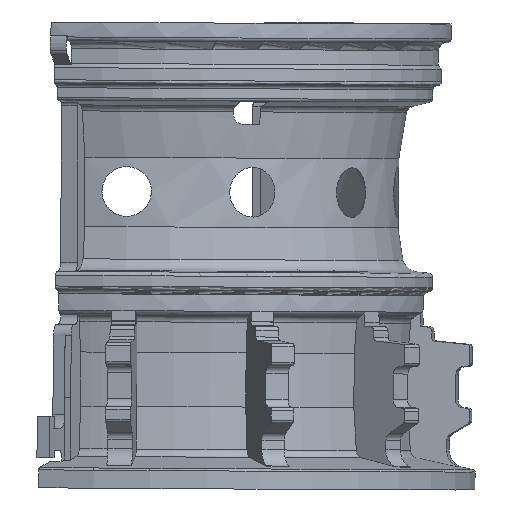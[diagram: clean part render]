
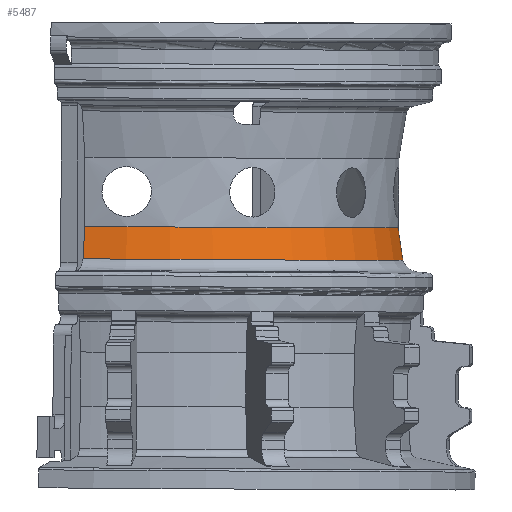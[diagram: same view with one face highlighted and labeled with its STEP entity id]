
A CAD part, left-side view. The second image highlights one B-rep face of the part: STEP entity #5487.
In plain terms, the highlighted conical face has half-angle 8.79 degrees and reference radius 717.024 mm.
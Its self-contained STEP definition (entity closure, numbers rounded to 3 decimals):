
#965 = CARTESIAN_POINT ( 'NONE',  ( 324.592, -3448.215, -793.082 ) ) ;
#1528 = DIRECTION ( 'NONE',  ( 0.002, 0.006, -1. ) ) ;
#2593 = B_SPLINE_CURVE_WITH_KNOTS ( 'NONE', 3,
 ( #8722, #10818, #7306, #3896 ),
 .UNSPECIFIED., .F., .F.,
 ( 4, 4 ),
 ( 0., 1. ),
 .UNSPECIFIED. ) ;
#2991 = AXIS2_PLACEMENT_3D ( 'NONE', #3683, #7320, #3987 ) ;
#3217 = AXIS2_PLACEMENT_3D ( 'NONE', #13683, #6525, #14767 ) ;
#3683 = CARTESIAN_POINT ( 'NONE',  ( -305.332, -3136.341, -884.288 ) ) ;
#3696 = VERTEX_POINT ( 'NONE', #6920 ) ;
#3896 = CARTESIAN_POINT ( 'NONE',  ( 337.568, -3453.835, -885.141 ) ) ;
#3987 = DIRECTION ( 'NONE',  ( 0., 1., 0.006 ) ) ;
#4105 = EDGE_CURVE ( 'NONE', #11008, #5340, #4937, .T. ) ;
#4297 = CARTESIAN_POINT ( 'NONE',  ( 337.568, -3453.835, -885.141 ) ) ;
#4937 = CIRCLE ( 'NONE', #3217, 702.791 ) ;
#5139 = CARTESIAN_POINT ( 'NONE',  ( -986.832, -2946.179, -822.9 ) ) ;
#5340 = VERTEX_POINT ( 'NONE', #965 ) ;
#5487 = ADVANCED_FACE ( 'NONE', ( #13245 ), #5706, .T. ) ;
#5706 = CONICAL_SURFACE ( 'NONE', #2991, 717.024, 0.153 ) ;
#6303 = CARTESIAN_POINT ( 'NONE',  ( -995.77, -2942.903, -884.26 ) ) ;
#6525 = DIRECTION ( 'NONE',  ( -0.002, -0.006, 1. ) ) ;
#6920 = CARTESIAN_POINT ( 'NONE',  ( -995.77, -2942.903, -884.26 ) ) ;
#7219 = CIRCLE ( 'NONE', #11945, 717.024 ) ;
#7306 = CARTESIAN_POINT ( 'NONE',  ( 333.243, -3451.962, -854.455 ) ) ;
#7320 = DIRECTION ( 'NONE',  ( 0.002, 0.006, -1. ) ) ;
#8722 = CARTESIAN_POINT ( 'NONE',  ( 324.592, -3448.215, -793.082 ) ) ;
#9163 = EDGE_CURVE ( 'NONE', #3696, #11008, #9613, .T. ) ;
#9613 = B_SPLINE_CURVE_WITH_KNOTS ( 'NONE', 3,
 ( #6303, #11056, #5139, #9889 ),
 .UNSPECIFIED., .F., .F.,
 ( 4, 4 ),
 ( 0., 1. ),
 .UNSPECIFIED. ) ;
#9889 = CARTESIAN_POINT ( 'NONE',  ( -982.362, -2947.818, -792.221 ) ) ;
#9953 = EDGE_CURVE ( 'NONE', #14106, #3696, #7219, .T. ) ;
#10164 = ORIENTED_EDGE ( 'NONE', *, *, #9953, .F. ) ;
#10542 = ORIENTED_EDGE ( 'NONE', *, *, #4105, .F. ) ;
#10654 = ORIENTED_EDGE ( 'NONE', *, *, #9163, .F. ) ;
#10818 = CARTESIAN_POINT ( 'NONE',  ( 328.918, -3450.089, -823.768 ) ) ;
#11008 = VERTEX_POINT ( 'NONE', #12275 ) ;
#11056 = CARTESIAN_POINT ( 'NONE',  ( -991.301, -2944.541, -853.58 ) ) ;
#11819 = EDGE_LOOP ( 'NONE', ( #14307, #10542, #10654, #10164 ) ) ;
#11945 = AXIS2_PLACEMENT_3D ( 'NONE', #13504, #1528, #13427 ) ;
#12275 = CARTESIAN_POINT ( 'NONE',  ( -982.362, -2947.818, -792.221 ) ) ;
#12777 = EDGE_CURVE ( 'NONE', #5340, #14106, #2593, .T. ) ;
#13245 = FACE_OUTER_BOUND ( 'NONE', #11819, .T. ) ;
#13427 = DIRECTION ( 'NONE',  ( 0., 1., 0.006 ) ) ;
#13504 = CARTESIAN_POINT ( 'NONE',  ( -305.332, -3136.341, -884.288 ) ) ;
#13683 = CARTESIAN_POINT ( 'NONE',  ( -305.483, -3136.896, -792.245 ) ) ;
#14106 = VERTEX_POINT ( 'NONE', #4297 ) ;
#14307 = ORIENTED_EDGE ( 'NONE', *, *, #12777, .F. ) ;
#14767 = DIRECTION ( 'NONE',  ( 0., -1., -0.006 ) ) ;
